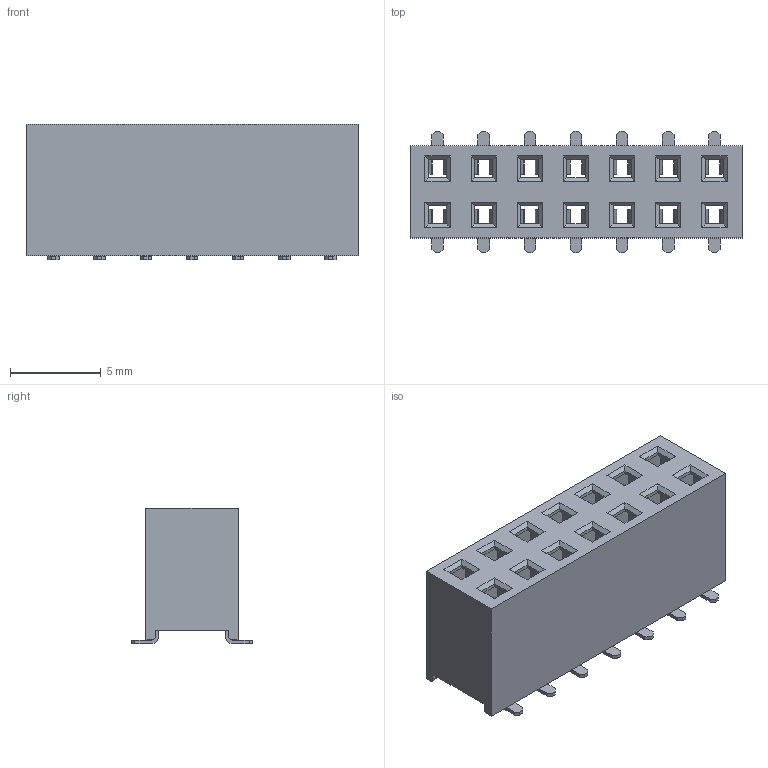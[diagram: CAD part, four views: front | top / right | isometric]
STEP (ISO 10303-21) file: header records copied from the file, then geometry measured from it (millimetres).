
FILE_DESCRIPTION(/* description */ ('Unknown'),/* implementation_level */ '2;1');
FILE_NAME(/* name */ 'J_Wurth_WR-PHD_61001421821',/* time_stamp */ '2025-04-22T14:00:47+08:00',/* author */ ('Unknown'),/* organization */ ('Unknown'),/* preprocessor_version */ 'ST-DEVELOPER v19.4',/* originating_system */ 'Solid Edge',/* authorisation */ 'Unknown');
FILE_SCHEMA (('AUTOMOTIVE_DESIGN {1 0 10303 214 3 1 1}'));
Length unit declared in the file: millimetre
Products named in the file (2): J_Wurth_WR-PHD_61001421821
Assembly tree (1 placements, depth 2):
  J_Wurth_WR-PHD_61001421821
    J_Wurth_WR-PHD_61001421821
Bounding box: 18.28 x 6.7 x 7.45 mm (x, y, z)
Volume: 412.9 mm3; surface area: 1762 mm2
Topology: 15 solids, 15 shells, 1132 faces, 3082 edges, 1980 vertices
Faces by surface type: plane 738, cylinder 394
Entity records: 35730 total; most frequent: CARTESIAN_POINT 6868, ORIENTED_EDGE 6164, DIRECTION 5802, EDGE_CURVE 3082, LINE 2182, VECTOR 2182, VERTEX_POINT 1980, AXIS2_PLACEMENT_3D 1810
